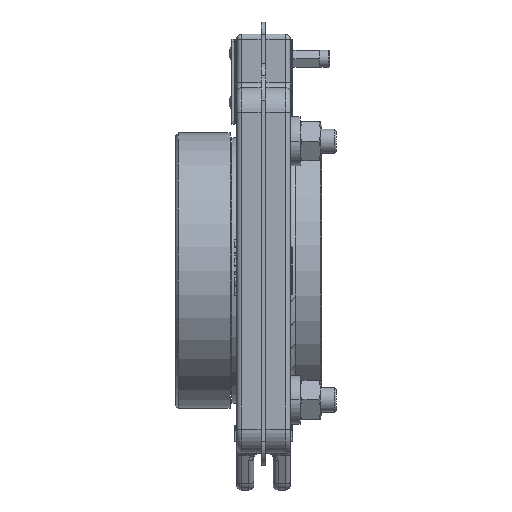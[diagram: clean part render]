
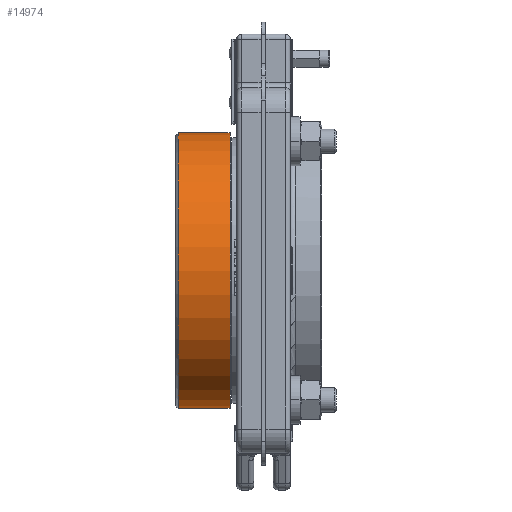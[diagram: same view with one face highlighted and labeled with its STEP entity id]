
A CAD part, left-side view. The second image highlights one B-rep face of the part: STEP entity #14974.
In plain terms, the highlighted cylindrical face has radius 56.515 mm (diameter 113.03 mm), a partial arc.
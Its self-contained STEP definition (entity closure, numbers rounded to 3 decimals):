
#1886 = CARTESIAN_POINT ( 'NONE',  ( 0., 37., -56.515 ) ) ;
#1888 = CARTESIAN_POINT ( 'NONE',  ( 0., 15.733, -56.515 ) ) ;
#1898 = CARTESIAN_POINT ( 'NONE',  ( 0., 37., 56.515 ) ) ;
#1904 = CARTESIAN_POINT ( 'NONE',  ( 0., 15.733, 56.515 ) ) ;
#4192 = VECTOR ( 'NONE', #26506, 1000. ) ;
#4197 = LINE ( 'NONE', #26494, #4192 ) ;
#4204 = LINE ( 'NONE', #26515, #4205 ) ;
#4205 = VECTOR ( 'NONE', #26516, 1000. ) ;
#4963 = CIRCLE ( 'NONE', #55354, 56.515 ) ;
#11687 = CARTESIAN_POINT ( 'NONE',  ( 0., 37., 0. ) ) ;
#12258 = ORIENTED_EDGE ( 'NONE', *, *, #13245, .T. ) ;
#12413 = ORIENTED_EDGE ( 'NONE', *, *, #43809, .T. ) ;
#13198 = ORIENTED_EDGE ( 'NONE', *, *, #44345, .F. ) ;
#13203 = ORIENTED_EDGE ( 'NONE', *, *, #43814, .F. ) ;
#13245 = EDGE_CURVE ( 'NONE', #42852, #42842, #31554, .T. ) ;
#14974 = ADVANCED_FACE ( 'NONE', ( #36627 ), #36628, .T. ) ;
#15478 = AXIS2_PLACEMENT_3D ( 'NONE', #11687, #54187, #54181 ) ;
#26494 = CARTESIAN_POINT ( 'NONE',  ( 0., -163.777, 56.515 ) ) ;
#26506 = DIRECTION ( 'NONE',  ( 0., 1., 0. ) ) ;
#26515 = CARTESIAN_POINT ( 'NONE',  ( 0., -163.777, -56.515 ) ) ;
#26516 = DIRECTION ( 'NONE',  ( 0., 1., 0. ) ) ;
#27829 = EDGE_LOOP ( 'NONE', ( #13203, #13198, #12413, #12258 ) ) ;
#31554 = CIRCLE ( 'NONE', #15478, 56.515 ) ;
#32489 = AXIS2_PLACEMENT_3D ( 'NONE', #37322, #37314, #37313 ) ;
#34500 = CARTESIAN_POINT ( 'NONE',  ( 0., 15.733, 0. ) ) ;
#34504 = DIRECTION ( 'NONE',  ( 0., -1., 0. ) ) ;
#34506 = DIRECTION ( 'NONE',  ( 0., 0., -1. ) ) ;
#36627 = FACE_OUTER_BOUND ( 'NONE', #27829, .T. ) ;
#36628 = CYLINDRICAL_SURFACE ( 'NONE', #32489, 56.515 ) ;
#37313 = DIRECTION ( 'NONE',  ( 0., 0., 1. ) ) ;
#37314 = DIRECTION ( 'NONE',  ( 0., 1., 0. ) ) ;
#37322 = CARTESIAN_POINT ( 'NONE',  ( 0., -163.777, 0. ) ) ;
#42842 = VERTEX_POINT ( 'NONE', #1886 ) ;
#42843 = VERTEX_POINT ( 'NONE', #1888 ) ;
#42852 = VERTEX_POINT ( 'NONE', #1898 ) ;
#42856 = VERTEX_POINT ( 'NONE', #1904 ) ;
#43809 = EDGE_CURVE ( 'NONE', #42856, #42852, #4197, .T. ) ;
#43814 = EDGE_CURVE ( 'NONE', #42843, #42842, #4204, .T. ) ;
#44345 = EDGE_CURVE ( 'NONE', #42856, #42843, #4963, .T. ) ;
#54181 = DIRECTION ( 'NONE',  ( 0., 0., 1. ) ) ;
#54187 = DIRECTION ( 'NONE',  ( 0., -1., 0. ) ) ;
#55354 = AXIS2_PLACEMENT_3D ( 'NONE', #34500, #34504, #34506 ) ;
